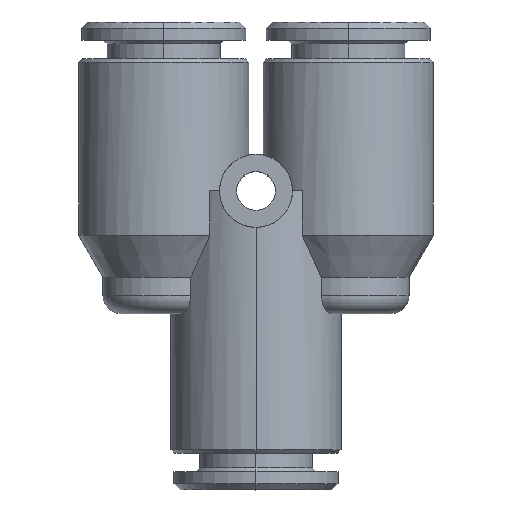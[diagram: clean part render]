
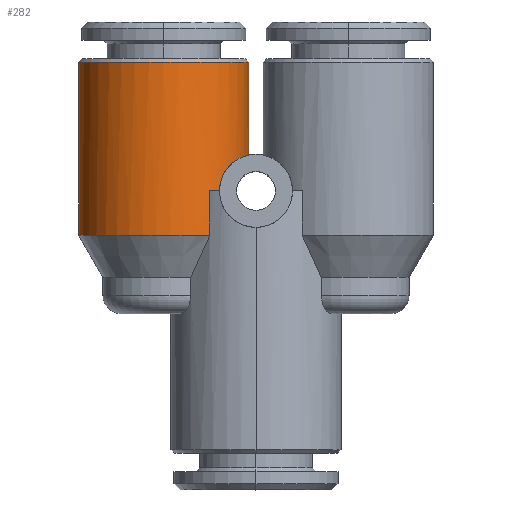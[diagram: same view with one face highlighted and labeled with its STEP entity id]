
A CAD part, top view. The second image highlights one B-rep face of the part: STEP entity #282.
In plain terms, the highlighted cylindrical face has radius 7 mm (diameter 14 mm), a partial arc.
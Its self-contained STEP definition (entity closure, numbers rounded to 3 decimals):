
#59 = VERTEX_POINT ( 'NONE', #1487 ) ;
#61 = ORIENTED_EDGE ( 'NONE', *, *, #351, .F. ) ;
#62 = ORIENTED_EDGE ( 'NONE', *, *, #229, .T. ) ;
#64 = EDGE_CURVE ( 'NONE', #307, #66, #1500, .T. ) ;
#66 = VERTEX_POINT ( 'NONE', #1385 ) ;
#69 = ORIENTED_EDGE ( 'NONE', *, *, #64, .F. ) ;
#70 = ORIENTED_EDGE ( 'NONE', *, *, #318, .T. ) ;
#71 = ORIENTED_EDGE ( 'NONE', *, *, #165, .F. ) ;
#165 = EDGE_CURVE ( 'NONE', #206, #199, #1556, .T. ) ;
#199 = VERTEX_POINT ( 'NONE', #1783 ) ;
#206 = VERTEX_POINT ( 'NONE', #1856 ) ;
#229 = EDGE_CURVE ( 'NONE', #352, #246, #1826, .T. ) ;
#230 = EDGE_CURVE ( 'NONE', #59, #352, #1901, .T. ) ;
#246 = VERTEX_POINT ( 'NONE', #1806 ) ;
#255 = EDGE_LOOP ( 'NONE', ( #71, #70, #69, #61, #297, #62, #336 ) ) ;
#282 = ADVANCED_FACE ( 'NONE', ( #1965 ), #1932, .T. ) ;
#292 = EDGE_CURVE ( 'NONE', #246, #199, #1928, .T. ) ;
#297 = ORIENTED_EDGE ( 'NONE', *, *, #230, .T. ) ;
#307 = VERTEX_POINT ( 'NONE', #1836 ) ;
#318 = EDGE_CURVE ( 'NONE', #206, #66, #2145, .T. ) ;
#336 = ORIENTED_EDGE ( 'NONE', *, *, #292, .T. ) ;
#351 = EDGE_CURVE ( 'NONE', #59, #307, #2209, .T. ) ;
#352 = VERTEX_POINT ( 'NONE', #2080 ) ;
#1369 = CARTESIAN_POINT ( 'NONE',  ( -0.6, 2.939, 0.31 ) ) ;
#1373 = CARTESIAN_POINT ( 'NONE',  ( -0.702, 2.917, 1.228 ) ) ;
#1374 = CARTESIAN_POINT ( 'NONE',  ( -0.621, 2.935, 0.62 ) ) ;
#1385 = CARTESIAN_POINT ( 'NONE',  ( -0.6, 10.6, 0. ) ) ;
#1387 = DIRECTION ( 'NONE',  ( -1., 0., 0. ) ) ;
#1388 = DIRECTION ( 'NONE',  ( 0., 1., 0. ) ) ;
#1389 = CARTESIAN_POINT ( 'NONE',  ( -7.6, 10.6, 0. ) ) ;
#1390 = AXIS2_PLACEMENT_3D ( 'NONE', #1389, #1388, #1387 ) ;
#1423 = CARTESIAN_POINT ( 'NONE',  ( -0.921, 2.856, 2.119 ) ) ;
#1424 = CARTESIAN_POINT ( 'NONE',  ( -0.762, 2.903, 1.528 ) ) ;
#1429 = CARTESIAN_POINT ( 'NONE',  ( -1.257, 2.727, 2.976 ) ) ;
#1430 = CARTESIAN_POINT ( 'NONE',  ( -1.022, 2.823, 2.413 ) ) ;
#1487 = CARTESIAN_POINT ( 'NONE',  ( -14.6, -3.636, 0. ) ) ;
#1500 = CIRCLE ( 'NONE', #1390, 7. ) ;
#1556 = B_SPLINE_CURVE_WITH_KNOTS ( 'NONE', 3,
 ( #1689, #1369, #1374, #1373, #1424, #1423, #1430, #1429, #1565, #1569, #1568, #1567, #1578, #1580, #1579, #1583, #1581, #1582 ),
 .UNSPECIFIED., .F., .F.,
 ( 4, 2, 2, 2, 2, 2, 2, 2, 4 ),
 ( 0.015, 0.016, 0.017, 0.017, 0.018, 0.019, 0.02, 0.021, 0.022 ),
 .UNSPECIFIED. ) ;
#1565 = CARTESIAN_POINT ( 'NONE',  ( -1.391, 2.664, 3.246 ) ) ;
#1567 = CARTESIAN_POINT ( 'NONE',  ( -2.177, 2.076, 4.434 ) ) ;
#1568 = CARTESIAN_POINT ( 'NONE',  ( -1.85, 2.372, 4.002 ) ) ;
#1569 = CARTESIAN_POINT ( 'NONE',  ( -1.688, 2.486, 3.759 ) ) ;
#1578 = CARTESIAN_POINT ( 'NONE',  ( -2.344, 1.891, 4.629 ) ) ;
#1579 = CARTESIAN_POINT ( 'NONE',  ( -2.771, 1.187, 5.069 ) ) ;
#1580 = CARTESIAN_POINT ( 'NONE',  ( -2.64, 1.449, 4.944 ) ) ;
#1581 = CARTESIAN_POINT ( 'NONE',  ( -3., 0.309, 5.276 ) ) ;
#1582 = CARTESIAN_POINT ( 'NONE',  ( -3., 0., 5.276 ) ) ;
#1583 = CARTESIAN_POINT ( 'NONE',  ( -2.95, 0.622, 5.234 ) ) ;
#1689 = CARTESIAN_POINT ( 'NONE',  ( -0.6, 2.939, 0. ) ) ;
#1783 = CARTESIAN_POINT ( 'NONE',  ( -3., 0., 5.276 ) ) ;
#1806 = CARTESIAN_POINT ( 'NONE',  ( -3.8, 0., 5.879 ) ) ;
#1826 = LINE ( 'NONE', #1852, #1851 ) ;
#1836 = CARTESIAN_POINT ( 'NONE',  ( -14.6, 10.6, 0. ) ) ;
#1849 = CARTESIAN_POINT ( 'NONE',  ( -7.6, -3.636, 0. ) ) ;
#1850 = DIRECTION ( 'NONE',  ( 0., 1., 0. ) ) ;
#1851 = VECTOR ( 'NONE', #1850, 1000. ) ;
#1852 = CARTESIAN_POINT ( 'NONE',  ( -3.8, -1.818, 5.879 ) ) ;
#1856 = CARTESIAN_POINT ( 'NONE',  ( -0.6, 2.939, 0. ) ) ;
#1898 = DIRECTION ( 'NONE',  ( -1., 0., 0. ) ) ;
#1899 = DIRECTION ( 'NONE',  ( 0., 1., 0. ) ) ;
#1900 = AXIS2_PLACEMENT_3D ( 'NONE', #1849, #1899, #1898 ) ;
#1901 = CIRCLE ( 'NONE', #1900, 7. ) ;
#1925 = DIRECTION ( 'NONE',  ( 0., 0., 1. ) ) ;
#1926 = DIRECTION ( 'NONE',  ( 0., 1., 0. ) ) ;
#1927 = AXIS2_PLACEMENT_3D ( 'NONE', #1977, #1926, #1925 ) ;
#1928 = CIRCLE ( 'NONE', #1927, 7. ) ;
#1932 = CYLINDRICAL_SURFACE ( 'NONE', #1934, 7. ) ;
#1933 = CARTESIAN_POINT ( 'NONE',  ( -7.6, 17.66, 0. ) ) ;
#1934 = AXIS2_PLACEMENT_3D ( 'NONE', #1933, #1949, #1948 ) ;
#1948 = DIRECTION ( 'NONE',  ( -1., 0., 0. ) ) ;
#1949 = DIRECTION ( 'NONE',  ( 0., 1., 0. ) ) ;
#1965 = FACE_OUTER_BOUND ( 'NONE', #255, .T. ) ;
#1977 = CARTESIAN_POINT ( 'NONE',  ( -7.6, 0., 0. ) ) ;
#2080 = CARTESIAN_POINT ( 'NONE',  ( -3.8, -3.636, 5.879 ) ) ;
#2086 = VECTOR ( 'NONE', #2139, 1000. ) ;
#2139 = DIRECTION ( 'NONE',  ( 0., 1., 0. ) ) ;
#2140 = CARTESIAN_POINT ( 'NONE',  ( -0.6, 17.66, 0. ) ) ;
#2145 = LINE ( 'NONE', #2140, #2086 ) ;
#2206 = DIRECTION ( 'NONE',  ( 0., 1., 0. ) ) ;
#2207 = VECTOR ( 'NONE', #2206, 1000. ) ;
#2208 = CARTESIAN_POINT ( 'NONE',  ( -14.6, 17.66, 0. ) ) ;
#2209 = LINE ( 'NONE', #2208, #2207 ) ;
